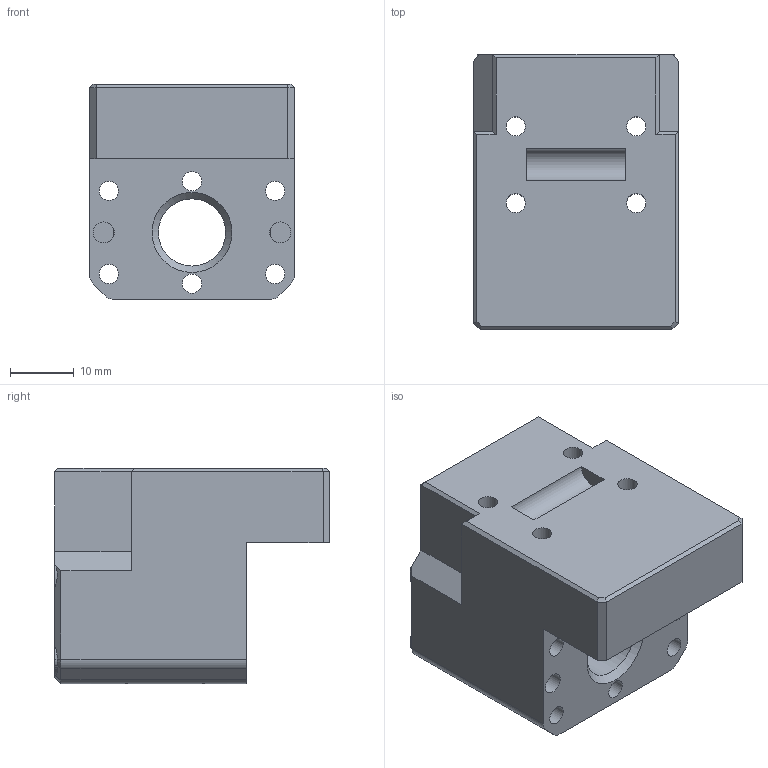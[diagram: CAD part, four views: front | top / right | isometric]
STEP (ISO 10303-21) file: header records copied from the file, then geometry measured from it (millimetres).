
FILE_DESCRIPTION(/* description */ (''),/* implementation_level */ '2;1');
FILE_NAME(/* name */ 'ThrED-AB-Block-Assembly v39 v6.step',/* time_stamp */ '2025-08-08T14:01:07-07:00',/* author */ (''),/* organization */ (''),/* preprocessor_version */ 'ST-DEVELOPER v20.1',/* originating_system */ 'Autodesk Translation Framework v14.10.0.0',/* authorisation */ '');
FILE_SCHEMA (('AUTOMOTIVE_DESIGN { 1 0 10303 214 3 1 1 }'));
Length unit declared in the file: millimetre
Products named in the file (2): ThrED-AB-Block-Assembly; ThrED-AB-Block-Voron-Inserts
Assembly tree (1 placements, depth 2):
  ThrED-AB-Block-Assembly
    ThrED-AB-Block-Voron-Inserts
Bounding box: 32 x 43.01 x 33.65 mm (x, y, z)
Volume: 29180.8 mm3; surface area: 11269.3 mm2
Topology: 1 solids, 2 shells, 121 faces, 317 edges, 193 vertices
Faces by surface type: plane 45, cylinder 42, bspline 26, cone 8
Full cylindrical faces by diameter (mm): 3 x15, 3.3 x2, 10.5 x1
Entity records: 4954 total; most frequent: CARTESIAN_POINT 2047, ORIENTED_EDGE 610, DIRECTION 564, EDGE_CURVE 305, AXIS2_PLACEMENT_3D 212, VERTEX_POINT 193, EDGE_LOOP 148, LINE 140
